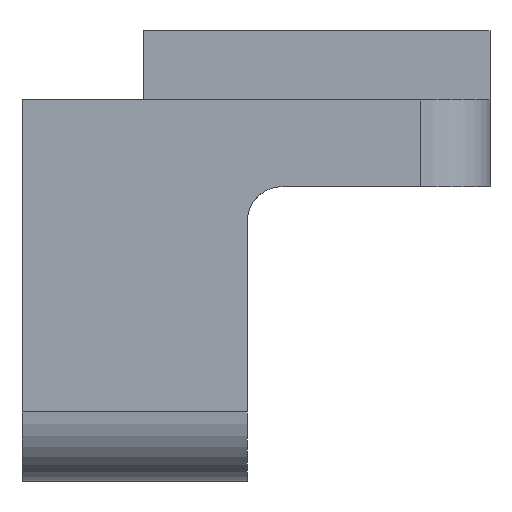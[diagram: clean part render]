
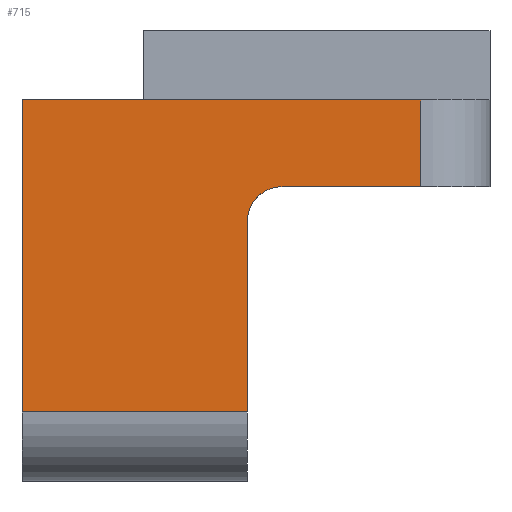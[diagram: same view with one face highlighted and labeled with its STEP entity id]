
A CAD part, front view. The second image highlights one B-rep face of the part: STEP entity #715.
In plain terms, the highlighted planar face has unit normal (0, -1, 0).
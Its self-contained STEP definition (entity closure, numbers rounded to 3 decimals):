
#21=CIRCLE('',#761,1.);
#74=FACE_OUTER_BOUND('',#113,.T.);
#113=EDGE_LOOP('',(#588,#589,#590,#591,#592,#593,#594));
#176=LINE('',#1103,#257);
#184=LINE('',#1127,#265);
#186=LINE('',#1135,#267);
#197=LINE('',#1172,#278);
#198=LINE('',#1174,#279);
#199=LINE('',#1175,#280);
#257=VECTOR('',#878,10.);
#265=VECTOR('',#900,10.);
#267=VECTOR('',#910,10.);
#278=VECTOR('',#949,10.);
#279=VECTOR('',#952,10.);
#280=VECTOR('',#953,10.);
#331=VERTEX_POINT('',#1100);
#332=VERTEX_POINT('',#1102);
#334=VERTEX_POINT('',#1108);
#335=VERTEX_POINT('',#1110);
#341=VERTEX_POINT('',#1125);
#354=VERTEX_POINT('',#1168);
#355=VERTEX_POINT('',#1170);
#409=EDGE_CURVE('',#331,#332,#176,.T.);
#413=EDGE_CURVE('',#334,#335,#21,.T.);
#422=EDGE_CURVE('',#341,#334,#184,.T.);
#426=EDGE_CURVE('',#332,#341,#186,.T.);
#445=EDGE_CURVE('',#355,#354,#197,.T.);
#446=EDGE_CURVE('',#354,#331,#198,.T.);
#447=EDGE_CURVE('',#335,#355,#199,.T.);
#588=ORIENTED_EDGE('',*,*,#413,.F.);
#589=ORIENTED_EDGE('',*,*,#422,.F.);
#590=ORIENTED_EDGE('',*,*,#426,.F.);
#591=ORIENTED_EDGE('',*,*,#409,.F.);
#592=ORIENTED_EDGE('',*,*,#446,.F.);
#593=ORIENTED_EDGE('',*,*,#445,.F.);
#594=ORIENTED_EDGE('',*,*,#447,.F.);
#682=PLANE('',#783);
#715=ADVANCED_FACE('',(#74),#682,.T.);
#761=AXIS2_PLACEMENT_3D('',#1111,#886,#887);
#783=AXIS2_PLACEMENT_3D('',#1173,#950,#951);
#878=DIRECTION('',(1.,0.,0.));
#886=DIRECTION('center_axis',(0.,-1.,0.));
#887=DIRECTION('ref_axis',(-0.707,0.,0.707));
#900=DIRECTION('',(-1.,0.,0.));
#910=DIRECTION('',(0.,0.,-1.));
#949=DIRECTION('',(-1.,0.,0.));
#950=DIRECTION('center_axis',(0.,-1.,0.));
#951=DIRECTION('ref_axis',(0.,0.,-1.));
#952=DIRECTION('',(0.,0.,1.));
#953=DIRECTION('',(0.,0.,-1.));
#1100=CARTESIAN_POINT('',(-33.5,33.632,-15.5));
#1102=CARTESIAN_POINT('',(-22.,33.632,-15.5));
#1103=CARTESIAN_POINT('',(-30.,33.632,-15.5));
#1108=CARTESIAN_POINT('',(-26.,33.632,-18.));
#1110=CARTESIAN_POINT('',(-27.,33.632,-19.));
#1111=CARTESIAN_POINT('Origin',(-26.,33.632,-19.));
#1125=CARTESIAN_POINT('',(-22.,33.632,-18.));
#1127=CARTESIAN_POINT('',(-20.,33.632,-18.));
#1135=CARTESIAN_POINT('',(-22.,33.632,-15.5));
#1168=CARTESIAN_POINT('',(-33.5,33.632,-24.5));
#1170=CARTESIAN_POINT('',(-27.,33.632,-24.5));
#1172=CARTESIAN_POINT('',(-30.,33.632,-24.5));
#1173=CARTESIAN_POINT('Origin',(-30.,33.632,-15.5));
#1174=CARTESIAN_POINT('',(-33.5,33.632,-15.5));
#1175=CARTESIAN_POINT('',(-27.,33.632,-15.5));
